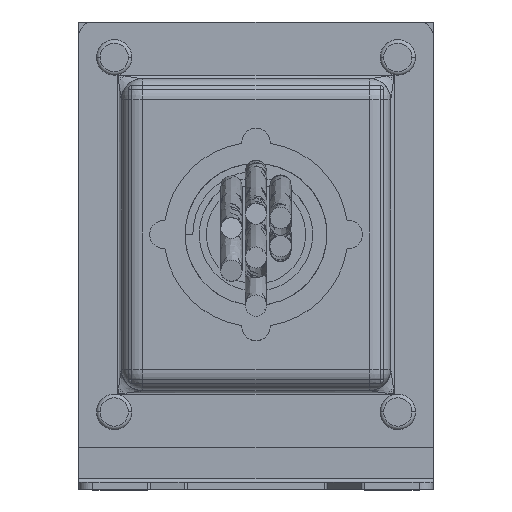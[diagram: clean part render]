
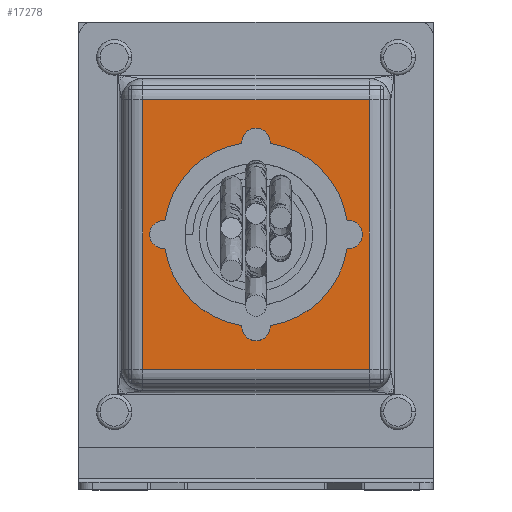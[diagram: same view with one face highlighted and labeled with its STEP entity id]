
A CAD part, top view. The second image highlights one B-rep face of the part: STEP entity #17278.
In plain terms, the highlighted planar face has unit normal (0, 0, 1).
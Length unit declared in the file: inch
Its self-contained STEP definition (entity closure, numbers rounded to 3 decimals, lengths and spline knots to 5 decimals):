
#219 = FACE_OUTER_BOUND ( 'NONE', #690, .T. ) ;
#313 = CARTESIAN_POINT ( 'NONE',  ( 0.58637, 0.75787, 3.48465 ) ) ;
#372 = CARTESIAN_POINT ( 'NONE',  ( 0.81598, 1.51435, 3.48466 ) ) ;
#525 = CARTESIAN_POINT ( 'NONE',  ( 0.88769, 0.79732, 3.48465 ) ) ;
#690 = EDGE_LOOP ( 'NONE', ( #3759, #10803, #10508, #8534 ) ) ;
#1348 = CARTESIAN_POINT ( 'NONE',  ( 1.08312, 1.16667, 3.48461 ) ) ;
#1462 = B_SPLINE_CURVE_WITH_KNOTS ( 'NONE', 3,
 ( #13413, #10036, #2093, #14965, #5434, #8485, #14658, #313, #6701, #14870, #8676, #525, #6900, #9935, #13310, #17905, #3562, #16311 ),
 .UNSPECIFIED., .F., .F.,
 ( 4, 2, 2, 2, 2, 2, 2, 2, 4 ),
 ( 0.5, 0.5625, 0.625, 0.6875, 0.75, 0.8125, 0.875, 0.9375, 1. ),
 .UNSPECIFIED. ) ;
#1555 = CARTESIAN_POINT ( 'NONE',  ( 0.79165, 1.52173, 3.48463 ) ) ;
#1647 = CARTESIAN_POINT ( 'NONE',  ( 1.04312, 1.31617, 3.48469 ) ) ;
#1999 = VERTEX_POINT ( 'NONE', #11583 ) ;
#2093 = CARTESIAN_POINT ( 'NONE',  ( 0.30596, 1.03828, 3.48465 ) ) ;
#2395 = CARTESIAN_POINT ( 'NONE',  ( 1.07059, 1.24321, 3.48463 ) ) ;
#2887 = LINE ( 'NONE', #19290, #11761 ) ;
#3070 = DIRECTION ( 'NONE',  ( 1., 0., 0. ) ) ;
#3419 = CARTESIAN_POINT ( 'NONE',  ( 1.00957, 1.37082, 3.48466 ) ) ;
#3562 = CARTESIAN_POINT ( 'NONE',  ( 1.08312, 1.08979, 3.48465 ) ) ;
#3563 = B_SPLINE_CURVE_WITH_KNOTS ( 'NONE', 3,
 ( #5539, #13530, #13966, #10572, #19989, #17068, #3884, #20312, #13861, #10254 ),
 .UNSPECIFIED., .F., .F.,
 ( 4, 2, 2, 2, 4 ),
 ( 0.25, 0.3125, 0.375, 0.4375, 0.5 ),
 .UNSPECIFIED. ) ;
#3759 = ORIENTED_EDGE ( 'NONE', *, *, #16354, .T. ) ;
#3884 = CARTESIAN_POINT ( 'NONE',  ( 0.34541, 1.3396, 3.48465 ) ) ;
#4481 = CARTESIAN_POINT ( 'NONE',  ( 1.31934, 1.88936, 3.48465 ) ) ;
#4967 = CARTESIAN_POINT ( 'NONE',  ( 0.94984, 1.43772, 3.48462 ) ) ;
#5136 = DIRECTION ( 'NONE',  ( 0., 0., 1. ) ) ;
#5434 = CARTESIAN_POINT ( 'NONE',  ( 0.37459, 0.89938, 3.48465 ) ) ;
#5539 = CARTESIAN_POINT ( 'NONE',  ( 0.68942, 1.53503, 3.48465 ) ) ;
#5579 = EDGE_CURVE ( 'NONE', #19928, #15789, #3563, .T. ) ;
#6344 = CARTESIAN_POINT ( 'NONE',  ( 0.7154, 1.53503, 3.48463 ) ) ;
#6447 = CARTESIAN_POINT ( 'NONE',  ( 1.03083, 1.33904, 3.4847 ) ) ;
#6455 = DIRECTION ( 'NONE',  ( 0., 1., 0. ) ) ;
#6609 = CARTESIAN_POINT ( 'NONE',  ( -0.29483, 2.32243, 3.48465 ) ) ;
#6701 = CARTESIAN_POINT ( 'NONE',  ( 0.63788, 0.74763, 3.48465 ) ) ;
#6736 = DIRECTION ( 'NONE',  ( -1., 0., 0. ) ) ;
#6759 = ORIENTED_EDGE ( 'NONE', *, *, #14984, .F. ) ;
#6900 = CARTESIAN_POINT ( 'NONE',  ( 0.93137, 0.8265, 3.48465 ) ) ;
#7694 = VECTOR ( 'NONE', #6455, 39.37008 ) ;
#7837 = VERTEX_POINT ( 'NONE', #9305 ) ;
#7932 = CARTESIAN_POINT ( 'NONE',  ( 0.88644, 1.48317, 3.48469 ) ) ;
#8017 = CARTESIAN_POINT ( 'NONE',  ( 1.00203, 1.38099, 3.48464 ) ) ;
#8124 = CARTESIAN_POINT ( 'NONE',  ( 0.98583, 1.40075, 3.48462 ) ) ;
#8317 = CARTESIAN_POINT ( 'NONE',  ( 0.92964, 1.45432, 3.48465 ) ) ;
#8485 = CARTESIAN_POINT ( 'NONE',  ( 0.44747, 0.8265, 3.48465 ) ) ;
#8534 = ORIENTED_EDGE ( 'NONE', *, *, #11347, .T. ) ;
#8544 = EDGE_CURVE ( 'NONE', #15789, #7837, #1462, .T. ) ;
#8676 = CARTESIAN_POINT ( 'NONE',  ( 0.79247, 0.75787, 3.48465 ) ) ;
#8808 = VERTEX_POINT ( 'NONE', #16392 ) ;
#9305 = CARTESIAN_POINT ( 'NONE',  ( 1.08312, 1.14133, 3.48465 ) ) ;
#9589 = CARTESIAN_POINT ( 'NONE',  ( 0.77922, 1.52486, 3.48462 ) ) ;
#9639 = B_SPLINE_CURVE_WITH_KNOTS ( 'NONE', 3,
 ( #10344, #1348, #16741, #2395, #14322, #1647, #6447, #3419, #8017, #8124, #16064, #4967, #8317, #7932, #15881, #14418, #372, #1555, #9589, #16264, #6344, #19531 ),
 .UNSPECIFIED., .F., .F.,
 ( 4, 2, 2, 2, 2, 2, 2, 2, 2, 2, 4 ),
 ( 0., 0.125, 0.25, 0.375, 0.4375, 0.5, 0.625, 0.75, 0.8125, 0.875, 1. ),
 .UNSPECIFIED. ) ;
#9760 = VECTOR ( 'NONE', #17531, 39.37008 ) ;
#9865 = EDGE_CURVE ( 'NONE', #8808, #17583, #18465, .T. ) ;
#9935 = CARTESIAN_POINT ( 'NONE',  ( 1.00425, 0.89938, 3.48465 ) ) ;
#10036 = CARTESIAN_POINT ( 'NONE',  ( 0.29572, 1.08979, 3.48465 ) ) ;
#10171 = EDGE_LOOP ( 'NONE', ( #6759, #19518, #18012 ) ) ;
#10254 = CARTESIAN_POINT ( 'NONE',  ( 0.29572, 1.14133, 3.48465 ) ) ;
#10344 = CARTESIAN_POINT ( 'NONE',  ( 1.08312, 1.14133, 3.48465 ) ) ;
#10508 = ORIENTED_EDGE ( 'NONE', *, *, #13463, .T. ) ;
#10572 = CARTESIAN_POINT ( 'NONE',  ( 0.49114, 1.48534, 3.48465 ) ) ;
#10803 = ORIENTED_EDGE ( 'NONE', *, *, #9865, .T. ) ;
#10920 = LINE ( 'NONE', #11208, #12345 ) ;
#11208 = CARTESIAN_POINT ( 'NONE',  ( 1.31934, 0.39329, 3.48465 ) ) ;
#11227 = VERTEX_POINT ( 'NONE', #16201 ) ;
#11347 = EDGE_CURVE ( 'NONE', #11227, #1999, #18815, .T. ) ;
#11583 = CARTESIAN_POINT ( 'NONE',  ( 1.31934, 1.88936, 3.48465 ) ) ;
#11761 = VECTOR ( 'NONE', #6736, 39.37008 ) ;
#12345 = VECTOR ( 'NONE', #3070, 39.37008 ) ;
#12625 = CARTESIAN_POINT ( 'NONE',  ( 0.0595, 0.39329, 3.48465 ) ) ;
#13121 = DIRECTION ( 'NONE',  ( 1., 0., 0. ) ) ;
#13310 = CARTESIAN_POINT ( 'NONE',  ( 1.03343, 0.94305, 3.48465 ) ) ;
#13413 = CARTESIAN_POINT ( 'NONE',  ( 0.29572, 1.14133, 3.48465 ) ) ;
#13463 = EDGE_CURVE ( 'NONE', #17583, #11227, #10920, .T. ) ;
#13530 = CARTESIAN_POINT ( 'NONE',  ( 0.63788, 1.53503, 3.48465 ) ) ;
#13861 = CARTESIAN_POINT ( 'NONE',  ( 0.29572, 1.19286, 3.48465 ) ) ;
#13966 = CARTESIAN_POINT ( 'NONE',  ( 0.58637, 1.52478, 3.48465 ) ) ;
#14322 = CARTESIAN_POINT ( 'NONE',  ( 1.063, 1.26825, 3.48466 ) ) ;
#14418 = CARTESIAN_POINT ( 'NONE',  ( 0.82793, 1.51008, 3.48468 ) ) ;
#14658 = CARTESIAN_POINT ( 'NONE',  ( 0.49114, 0.79732, 3.48465 ) ) ;
#14870 = CARTESIAN_POINT ( 'NONE',  ( 0.74095, 0.74763, 3.48465 ) ) ;
#14965 = CARTESIAN_POINT ( 'NONE',  ( 0.34541, 0.94305, 3.48465 ) ) ;
#14984 = EDGE_CURVE ( 'NONE', #7837, #19928, #9639, .T. ) ;
#15654 = FACE_BOUND ( 'NONE', #10171, .T. ) ;
#15789 = VERTEX_POINT ( 'NONE', #16929 ) ;
#15881 = CARTESIAN_POINT ( 'NONE',  ( 0.86345, 1.4954, 3.4847 ) ) ;
#16064 = CARTESIAN_POINT ( 'NONE',  ( 0.9772, 1.41031, 3.48462 ) ) ;
#16201 = CARTESIAN_POINT ( 'NONE',  ( 1.31934, 0.39329, 3.48465 ) ) ;
#16233 = PLANE ( 'NONE',  #20464 ) ;
#16264 = CARTESIAN_POINT ( 'NONE',  ( 0.74138, 1.53243, 3.48461 ) ) ;
#16311 = CARTESIAN_POINT ( 'NONE',  ( 1.08312, 1.14133, 3.48465 ) ) ;
#16354 = EDGE_CURVE ( 'NONE', #1999, #8808, #2887, .T. ) ;
#16392 = CARTESIAN_POINT ( 'NONE',  ( 0.0595, 1.88936, 3.48465 ) ) ;
#16737 = CARTESIAN_POINT ( 'NONE',  ( 0.68942, 1.53503, 3.48465 ) ) ;
#16741 = CARTESIAN_POINT ( 'NONE',  ( 1.08065, 1.19241, 3.48461 ) ) ;
#16929 = CARTESIAN_POINT ( 'NONE',  ( 0.29572, 1.14133, 3.48465 ) ) ;
#17068 = CARTESIAN_POINT ( 'NONE',  ( 0.37459, 1.38327, 3.48465 ) ) ;
#17278 = ADVANCED_FACE ( 'NONE', ( #15654, #219 ), #16233, .T. ) ;
#17531 = DIRECTION ( 'NONE',  ( 0., -1., 0. ) ) ;
#17583 = VERTEX_POINT ( 'NONE', #18793 ) ;
#17905 = CARTESIAN_POINT ( 'NONE',  ( 1.07287, 1.03828, 3.48465 ) ) ;
#18012 = ORIENTED_EDGE ( 'NONE', *, *, #5579, .F. ) ;
#18465 = LINE ( 'NONE', #12625, #9760 ) ;
#18793 = CARTESIAN_POINT ( 'NONE',  ( 0.0595, 0.39329, 3.48465 ) ) ;
#18815 = LINE ( 'NONE', #4481, #7694 ) ;
#19290 = CARTESIAN_POINT ( 'NONE',  ( -0.05861, 1.88936, 3.48465 ) ) ;
#19518 = ORIENTED_EDGE ( 'NONE', *, *, #8544, .F. ) ;
#19531 = CARTESIAN_POINT ( 'NONE',  ( 0.68942, 1.53503, 3.48465 ) ) ;
#19928 = VERTEX_POINT ( 'NONE', #16737 ) ;
#19989 = CARTESIAN_POINT ( 'NONE',  ( 0.44747, 1.45616, 3.48465 ) ) ;
#20312 = CARTESIAN_POINT ( 'NONE',  ( 0.30596, 1.24438, 3.48465 ) ) ;
#20464 = AXIS2_PLACEMENT_3D ( 'NONE', #6609, #5136, #13121 ) ;
